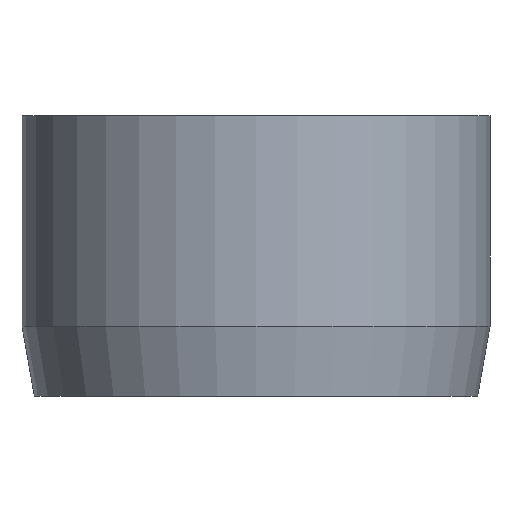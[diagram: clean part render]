
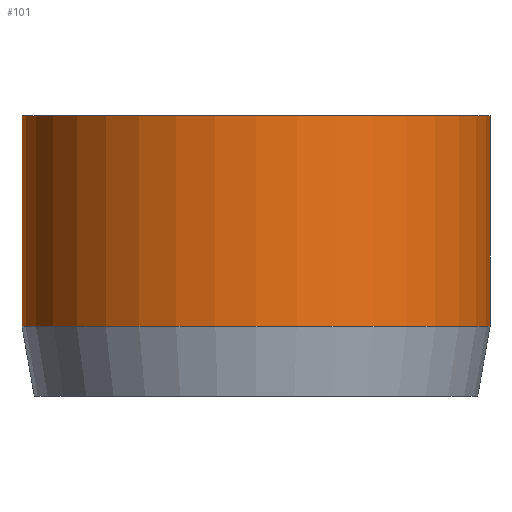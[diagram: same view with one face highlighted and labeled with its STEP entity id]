
A CAD part, front view. The second image highlights one B-rep face of the part: STEP entity #101.
In plain terms, the highlighted cylindrical face has radius 5 mm (diameter 10 mm), a partial arc.
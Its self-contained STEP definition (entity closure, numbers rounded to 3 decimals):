
#36 = DIRECTION ( 'NONE',  ( -1., 0., 0. ) ) ;
#52 = CARTESIAN_POINT ( 'NONE',  ( -5., 0., 6. ) ) ;
#68 = VECTOR ( 'NONE', #282, 1000. ) ;
#89 = CARTESIAN_POINT ( 'NONE',  ( 5., 0., 1.5 ) ) ;
#95 = LINE ( 'NONE', #448, #526 ) ;
#101 = ADVANCED_FACE ( 'NONE', ( #750 ), #684, .T. ) ;
#126 = AXIS2_PLACEMENT_3D ( 'NONE', #925, #930, #36 ) ;
#185 = CARTESIAN_POINT ( 'NONE',  ( -5., 0., 6. ) ) ;
#190 = CARTESIAN_POINT ( 'NONE',  ( 0., 0., 6. ) ) ;
#191 = CARTESIAN_POINT ( 'NONE',  ( -5., 0., 1.5 ) ) ;
#231 = VERTEX_POINT ( 'NONE', #52 ) ;
#267 = DIRECTION ( 'NONE',  ( 0., 0., 1. ) ) ;
#282 = DIRECTION ( 'NONE',  ( 0., 0., -1. ) ) ;
#312 = CIRCLE ( 'NONE', #1147, 5. ) ;
#432 = VERTEX_POINT ( 'NONE', #805 ) ;
#448 = CARTESIAN_POINT ( 'NONE',  ( 5., 0., 6. ) ) ;
#451 = AXIS2_PLACEMENT_3D ( 'NONE', #791, #267, #883 ) ;
#476 = ORIENTED_EDGE ( 'NONE', *, *, #901, .F. ) ;
#526 = VECTOR ( 'NONE', #603, 1000. ) ;
#603 = DIRECTION ( 'NONE',  ( 0., 0., -1. ) ) ;
#684 = CYLINDRICAL_SURFACE ( 'NONE', #126, 5. ) ;
#712 = CIRCLE ( 'NONE', #451, 5. ) ;
#750 = FACE_OUTER_BOUND ( 'NONE', #914, .T. ) ;
#763 = LINE ( 'NONE', #185, #68 ) ;
#791 = CARTESIAN_POINT ( 'NONE',  ( 0., 0., 1.5 ) ) ;
#805 = CARTESIAN_POINT ( 'NONE',  ( 5., 0., 6. ) ) ;
#809 = DIRECTION ( 'NONE',  ( 0., 0., 1. ) ) ;
#880 = EDGE_CURVE ( 'NONE', #432, #978, #95, .T. ) ;
#882 = EDGE_CURVE ( 'NONE', #231, #1041, #763, .T. ) ;
#883 = DIRECTION ( 'NONE',  ( 1., 0., 0. ) ) ;
#901 = EDGE_CURVE ( 'NONE', #231, #432, #312, .T. ) ;
#914 = EDGE_LOOP ( 'NONE', ( #1136, #476, #1122, #1059 ) ) ;
#925 = CARTESIAN_POINT ( 'NONE',  ( 0., 0., 6. ) ) ;
#930 = DIRECTION ( 'NONE',  ( 0., 0., -1. ) ) ;
#956 = EDGE_CURVE ( 'NONE', #1041, #978, #712, .T. ) ;
#978 = VERTEX_POINT ( 'NONE', #89 ) ;
#1041 = VERTEX_POINT ( 'NONE', #191 ) ;
#1059 = ORIENTED_EDGE ( 'NONE', *, *, #956, .T. ) ;
#1115 = DIRECTION ( 'NONE',  ( 1., 0., 0. ) ) ;
#1122 = ORIENTED_EDGE ( 'NONE', *, *, #882, .T. ) ;
#1136 = ORIENTED_EDGE ( 'NONE', *, *, #880, .F. ) ;
#1147 = AXIS2_PLACEMENT_3D ( 'NONE', #190, #809, #1115 ) ;
